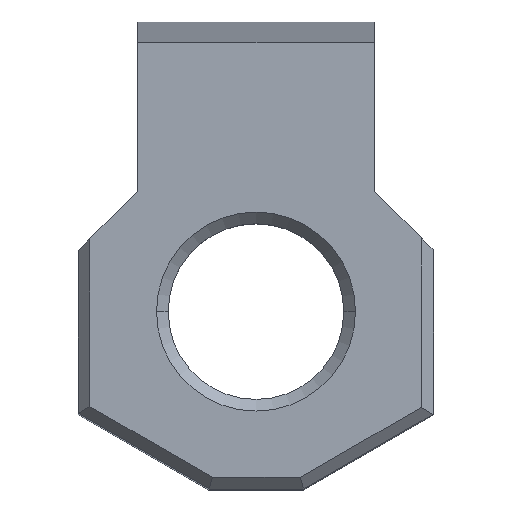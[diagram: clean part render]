
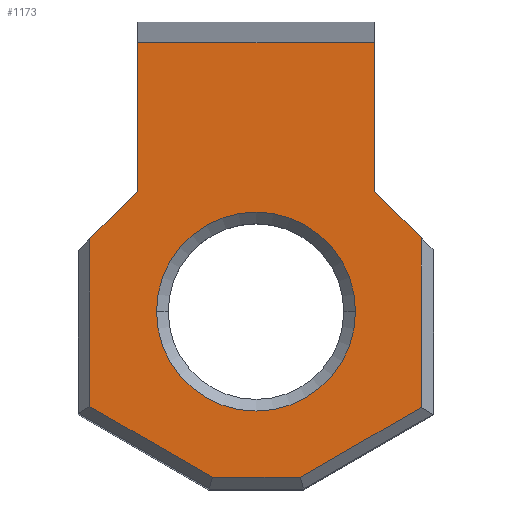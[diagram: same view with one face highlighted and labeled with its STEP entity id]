
A CAD part, top view. The second image highlights one B-rep face of the part: STEP entity #1173.
In plain terms, the highlighted planar face has unit normal (0, 0, 1).
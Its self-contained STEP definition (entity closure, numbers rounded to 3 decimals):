
#7 = CARTESIAN_POINT ( 'NONE',  ( -0.699, 0.183, 6.997 ) ) ;
#10 = VERTEX_POINT ( 'NONE', #534 ) ;
#13 = AXIS2_PLACEMENT_3D ( 'NONE', #718, #1096, #238 ) ;
#17 = ORIENTED_EDGE ( 'NONE', *, *, #875, .F. ) ;
#30 = VECTOR ( 'NONE', #544, 1000. ) ;
#41 = CARTESIAN_POINT ( 'NONE',  ( -2.024, 7.633, 6.997 ) ) ;
#51 = VERTEX_POINT ( 'NONE', #1032 ) ;
#80 = PLANE ( 'NONE',  #1163 ) ;
#92 = VECTOR ( 'NONE', #763, 1000. ) ;
#106 = VERTEX_POINT ( 'NONE', #765 ) ;
#145 = VECTOR ( 'NONE', #380, 1000. ) ;
#165 = CARTESIAN_POINT ( 'NONE',  ( -3.562, 3.562, 6.997 ) ) ;
#166 = CIRCLE ( 'NONE', #13, 1.7 ) ;
#194 = ORIENTED_EDGE ( 'NONE', *, *, #648, .F. ) ;
#199 = DIRECTION ( 'NONE',  ( 0., -1., 0. ) ) ;
#228 = AXIS2_PLACEMENT_3D ( 'NONE', #446, #845, #1206 ) ;
#232 = DIRECTION ( 'NONE',  ( 0., 1., 0. ) ) ;
#236 = LINE ( 'NONE', #617, #821 ) ;
#238 = DIRECTION ( 'NONE',  ( 1., 0., 0. ) ) ;
#254 = EDGE_CURVE ( 'NONE', #633, #106, #986, .T. ) ;
#256 = ORIENTED_EDGE ( 'NONE', *, *, #604, .T. ) ;
#263 = LINE ( 'NONE', #643, #995 ) ;
#268 = VECTOR ( 'NONE', #323, 1000. ) ;
#308 = VERTEX_POINT ( 'NONE', #41 ) ;
#314 = ORIENTED_EDGE ( 'NONE', *, *, #609, .T. ) ;
#315 = CARTESIAN_POINT ( 'NONE',  ( 0., 7.633, 6.997 ) ) ;
#322 = EDGE_CURVE ( 'NONE', #51, #998, #708, .T. ) ;
#323 = DIRECTION ( 'NONE',  ( 1., 0., 0. ) ) ;
#352 = VERTEX_POINT ( 'NONE', #819 ) ;
#367 = CARTESIAN_POINT ( 'NONE',  ( 2.924, 1.46, 6.997 ) ) ;
#375 = EDGE_CURVE ( 'NONE', #655, #308, #236, .T. ) ;
#380 = DIRECTION ( 'NONE',  ( 0.866, -0.5, 0. ) ) ;
#386 = ORIENTED_EDGE ( 'NONE', *, *, #254, .F. ) ;
#406 = CARTESIAN_POINT ( 'NONE',  ( 2.024, 0., 6.997 ) ) ;
#432 = ORIENTED_EDGE ( 'NONE', *, *, #481, .F. ) ;
#446 = CARTESIAN_POINT ( 'NONE',  ( 0., 3.04, 6.997 ) ) ;
#455 = CARTESIAN_POINT ( 'NONE',  ( 0., 0., 6.997 ) ) ;
#462 = VECTOR ( 'NONE', #803, 1000. ) ;
#473 = EDGE_CURVE ( 'NONE', #10, #956, #672, .T. ) ;
#481 = EDGE_CURVE ( 'NONE', #106, #998, #263, .T. ) ;
#482 = ORIENTED_EDGE ( 'NONE', *, *, #777, .T. ) ;
#483 = CARTESIAN_POINT ( 'NONE',  ( 2.023, 7.633, 6.997 ) ) ;
#520 = EDGE_CURVE ( 'NONE', #1103, #51, #1219, .T. ) ;
#522 = VECTOR ( 'NONE', #199, 1000. ) ;
#534 = CARTESIAN_POINT ( 'NONE',  ( -1.7, 3.04, 6.997 ) ) ;
#544 = DIRECTION ( 'NONE',  ( 0.707, 0.707, 0. ) ) ;
#547 = FACE_OUTER_BOUND ( 'NONE', #1189, .T. ) ;
#586 = ORIENTED_EDGE ( 'NONE', *, *, #322, .T. ) ;
#591 = VECTOR ( 'NONE', #232, 1000. ) ;
#604 = EDGE_CURVE ( 'NONE', #886, #352, #869, .T. ) ;
#609 = EDGE_CURVE ( 'NONE', #1115, #886, #673, .T. ) ;
#617 = CARTESIAN_POINT ( 'NONE',  ( -2.024, 0., 6.997 ) ) ;
#633 = VERTEX_POINT ( 'NONE', #483 ) ;
#643 = CARTESIAN_POINT ( 'NONE',  ( 3.562, 3.562, 6.997 ) ) ;
#648 = EDGE_CURVE ( 'NONE', #308, #633, #1165, .T. ) ;
#655 = VERTEX_POINT ( 'NONE', #1077 ) ;
#672 = CIRCLE ( 'NONE', #228, 1.7 ) ;
#673 = LINE ( 'NONE', #1057, #522 ) ;
#696 = DIRECTION ( 'NONE',  ( 1., 0., 0. ) ) ;
#697 = EDGE_LOOP ( 'NONE', ( #482, #713 ) ) ;
#703 = EDGE_CURVE ( 'NONE', #352, #1103, #808, .T. ) ;
#708 = LINE ( 'NONE', #1088, #591 ) ;
#713 = ORIENTED_EDGE ( 'NONE', *, *, #473, .T. ) ;
#718 = CARTESIAN_POINT ( 'NONE',  ( 0., 3.04, 6.997 ) ) ;
#719 = ORIENTED_EDGE ( 'NONE', *, *, #375, .F. ) ;
#763 = DIRECTION ( 'NONE',  ( 0.866, 0.5, 0. ) ) ;
#765 = CARTESIAN_POINT ( 'NONE',  ( 2.024, 5.1, 6.997 ) ) ;
#777 = EDGE_CURVE ( 'NONE', #956, #10, #166, .T. ) ;
#787 = ORIENTED_EDGE ( 'NONE', *, *, #520, .T. ) ;
#803 = DIRECTION ( 'NONE',  ( 0., -1., 0. ) ) ;
#808 = LINE ( 'NONE', #1175, #268 ) ;
#819 = CARTESIAN_POINT ( 'NONE',  ( -0.744, 0.21, 6.997 ) ) ;
#821 = VECTOR ( 'NONE', #1005, 1000. ) ;
#845 = DIRECTION ( 'NONE',  ( 0., 0., -1. ) ) ;
#852 = DIRECTION ( 'NONE',  ( 0., 0., 1. ) ) ;
#869 = LINE ( 'NONE', #7, #145 ) ;
#875 = EDGE_CURVE ( 'NONE', #1115, #655, #1025, .T. ) ;
#886 = VERTEX_POINT ( 'NONE', #1119 ) ;
#913 = VECTOR ( 'NONE', #696, 1000. ) ;
#928 = CARTESIAN_POINT ( 'NONE',  ( 0.758, 0.21, 6.997 ) ) ;
#940 = FACE_BOUND ( 'NONE', #697, .T. ) ;
#956 = VERTEX_POINT ( 'NONE', #1224 ) ;
#986 = LINE ( 'NONE', #406, #462 ) ;
#995 = VECTOR ( 'NONE', #1029, 1000. ) ;
#998 = VERTEX_POINT ( 'NONE', #1147 ) ;
#1005 = DIRECTION ( 'NONE',  ( 0., 1., 0. ) ) ;
#1025 = LINE ( 'NONE', #165, #30 ) ;
#1029 = DIRECTION ( 'NONE',  ( 0.707, -0.707, 0. ) ) ;
#1032 = CARTESIAN_POINT ( 'NONE',  ( 2.825, 1.403, 6.997 ) ) ;
#1057 = CARTESIAN_POINT ( 'NONE',  ( -2.84, 0., 6.997 ) ) ;
#1077 = CARTESIAN_POINT ( 'NONE',  ( -2.024, 5.1, 6.997 ) ) ;
#1088 = CARTESIAN_POINT ( 'NONE',  ( 2.825, 4.099, 6.997 ) ) ;
#1096 = DIRECTION ( 'NONE',  ( 0., 0., -1. ) ) ;
#1103 = VERTEX_POINT ( 'NONE', #928 ) ;
#1115 = VERTEX_POINT ( 'NONE', #1200 ) ;
#1119 = CARTESIAN_POINT ( 'NONE',  ( -2.84, 1.42, 6.997 ) ) ;
#1147 = CARTESIAN_POINT ( 'NONE',  ( 2.825, 4.299, 6.997 ) ) ;
#1163 = AXIS2_PLACEMENT_3D ( 'NONE', #455, #852, #1213 ) ;
#1165 = LINE ( 'NONE', #315, #913 ) ;
#1173 = ADVANCED_FACE ( 'NONE', ( #547, #940 ), #80, .T. ) ;
#1175 = CARTESIAN_POINT ( 'NONE',  ( 0.812, 0.21, 6.997 ) ) ;
#1189 = EDGE_LOOP ( 'NONE', ( #194, #719, #17, #314, #256, #1193, #787, #586, #432, #386 ) ) ;
#1193 = ORIENTED_EDGE ( 'NONE', *, *, #703, .T. ) ;
#1200 = CARTESIAN_POINT ( 'NONE',  ( -2.84, 4.283, 6.997 ) ) ;
#1206 = DIRECTION ( 'NONE',  ( 1., 0., 0. ) ) ;
#1213 = DIRECTION ( 'NONE',  ( 1., 0., 0. ) ) ;
#1219 = LINE ( 'NONE', #367, #92 ) ;
#1224 = CARTESIAN_POINT ( 'NONE',  ( 1.7, 3.04, 6.997 ) ) ;
